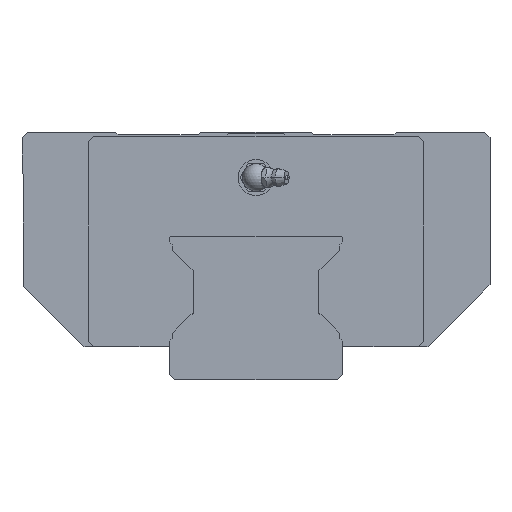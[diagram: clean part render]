
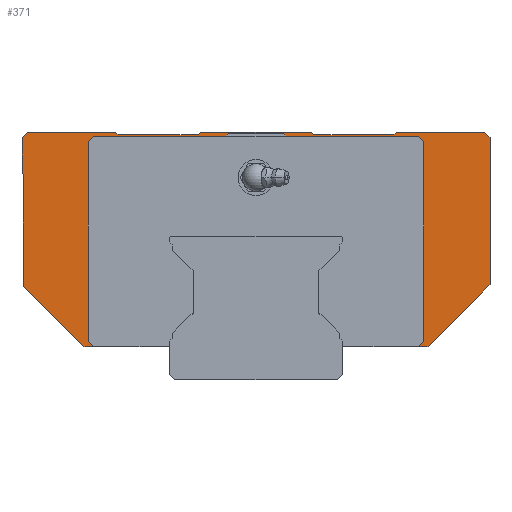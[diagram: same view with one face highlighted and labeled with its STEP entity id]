
A CAD part, front view. The second image highlights one B-rep face of the part: STEP entity #371.
In plain terms, the highlighted planar face has unit normal (0, -1, 0).
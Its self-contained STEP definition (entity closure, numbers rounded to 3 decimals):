
#371=ADVANCED_FACE('',(#865),#866,.T.);
#865=FACE_OUTER_BOUND('',#1478,.T.);
#866=PLANE('',#1479);
#1478=EDGE_LOOP('',(#3286,#3287,#3288,#3289,#3290,#3291,#3292,#3293,#3294,#3295,#3296,#3297,#3298,#3299,#3300,#3301,#3302,#3303,#3304,#3305,#3306,#3307,#3308,#3309,#3310,#3311,#3312,#3313,#3314,#3315));
#1479=AXIS2_PLACEMENT_3D('',#3316,#3317,#3318);
#3286=ORIENTED_EDGE('',*,*,#4483,.T.);
#3287=ORIENTED_EDGE('',*,*,#4463,.T.);
#3288=ORIENTED_EDGE('',*,*,#4484,.T.);
#3289=ORIENTED_EDGE('',*,*,#4266,.T.);
#3290=ORIENTED_EDGE('',*,*,#4468,.T.);
#3291=ORIENTED_EDGE('',*,*,#4485,.T.);
#3292=ORIENTED_EDGE('',*,*,#4419,.T.);
#3293=ORIENTED_EDGE('',*,*,#4262,.T.);
#3294=ORIENTED_EDGE('',*,*,#4302,.T.);
#3295=ORIENTED_EDGE('',*,*,#4414,.T.);
#3296=ORIENTED_EDGE('',*,*,#4430,.T.);
#3297=ORIENTED_EDGE('',*,*,#4486,.F.);
#3298=ORIENTED_EDGE('',*,*,#4487,.F.);
#3299=ORIENTED_EDGE('',*,*,#4439,.F.);
#3300=ORIENTED_EDGE('',*,*,#4488,.F.);
#3301=ORIENTED_EDGE('',*,*,#4489,.F.);
#3302=ORIENTED_EDGE('',*,*,#4490,.F.);
#3303=ORIENTED_EDGE('',*,*,#4320,.F.);
#3304=ORIENTED_EDGE('',*,*,#4491,.F.);
#3305=ORIENTED_EDGE('',*,*,#4492,.F.);
#3306=ORIENTED_EDGE('',*,*,#4426,.F.);
#3307=ORIENTED_EDGE('',*,*,#4493,.F.);
#3308=ORIENTED_EDGE('',*,*,#4494,.F.);
#3309=ORIENTED_EDGE('',*,*,#4456,.F.);
#3310=ORIENTED_EDGE('',*,*,#4471,.F.);
#3311=ORIENTED_EDGE('',*,*,#4339,.F.);
#3312=ORIENTED_EDGE('',*,*,#4424,.F.);
#3313=ORIENTED_EDGE('',*,*,#4495,.F.);
#3314=ORIENTED_EDGE('',*,*,#4478,.F.);
#3315=ORIENTED_EDGE('',*,*,#4496,.F.);
#3316=CARTESIAN_POINT('',(85.0,167.677,12.0));
#3317=DIRECTION('',(0.0,-1.0,0.0));
#3318=DIRECTION('',(0.0,0.0,-1.0));
#4262=EDGE_CURVE('',#5304,#5302,#5305,.T.);
#4266=EDGE_CURVE('',#5312,#5310,#5313,.T.);
#4302=EDGE_CURVE('',#5302,#5372,#5373,.T.);
#4320=EDGE_CURVE('',#5404,#5405,#5406,.T.);
#4339=EDGE_CURVE('',#5437,#5438,#5439,.T.);
#4414=EDGE_CURVE('',#5372,#5569,#5570,.T.);
#4419=EDGE_CURVE('',#5577,#5304,#5578,.T.);
#4424=EDGE_CURVE('',#5585,#5437,#5586,.T.);
#4426=EDGE_CURVE('',#5588,#5589,#5590,.T.);
#4430=EDGE_CURVE('',#5569,#5594,#5595,.T.);
#4439=EDGE_CURVE('',#5607,#5609,#5610,.T.);
#4456=EDGE_CURVE('',#5637,#5638,#5639,.T.);
#4463=EDGE_CURVE('',#5647,#5648,#5649,.T.);
#4468=EDGE_CURVE('',#5310,#5654,#5656,.T.);
#4471=EDGE_CURVE('',#5438,#5637,#5659,.T.);
#4478=EDGE_CURVE('',#5668,#5670,#5671,.T.);
#4483=EDGE_CURVE('',#5676,#5647,#5677,.T.);
#4484=EDGE_CURVE('',#5648,#5312,#5678,.T.);
#4485=EDGE_CURVE('',#5654,#5577,#5679,.T.);
#4486=EDGE_CURVE('',#5680,#5594,#5681,.T.);
#4487=EDGE_CURVE('',#5609,#5680,#5682,.T.);
#4488=EDGE_CURVE('',#5683,#5607,#5684,.T.);
#4489=EDGE_CURVE('',#5685,#5683,#5686,.T.);
#4490=EDGE_CURVE('',#5405,#5685,#5687,.T.);
#4491=EDGE_CURVE('',#5688,#5404,#5689,.T.);
#4492=EDGE_CURVE('',#5589,#5688,#5690,.T.);
#4493=EDGE_CURVE('',#5691,#5588,#5692,.T.);
#4494=EDGE_CURVE('',#5638,#5691,#5693,.T.);
#4495=EDGE_CURVE('',#5670,#5585,#5694,.T.);
#4496=EDGE_CURVE('',#5676,#5668,#5695,.T.);
#5302=VERTEX_POINT('',#6876);
#5304=VERTEX_POINT('',#6879);
#5305=LINE('',#6880,#6881);
#5310=VERTEX_POINT('',#6888);
#5312=VERTEX_POINT('',#6891);
#5313=LINE('',#6892,#6893);
#5372=VERTEX_POINT('',#6977);
#5373=LINE('',#6978,#6979);
#5404=VERTEX_POINT('',#7024);
#5405=VERTEX_POINT('',#7025);
#5406=LINE('',#7026,#7027);
#5437=VERTEX_POINT('',#7074);
#5438=VERTEX_POINT('',#7075);
#5439=LINE('',#7076,#7077);
#5569=VERTEX_POINT('',#7272);
#5570=LINE('',#7273,#7274);
#5577=VERTEX_POINT('',#7283);
#5578=LINE('',#7284,#7285);
#5585=VERTEX_POINT('',#7296);
#5586=LINE('',#7297,#7298);
#5588=VERTEX_POINT('',#7301);
#5589=VERTEX_POINT('',#7302);
#5590=LINE('',#7303,#7304);
#5594=VERTEX_POINT('',#7310);
#5595=LINE('',#7311,#7312);
#5607=VERTEX_POINT('',#7330);
#5609=VERTEX_POINT('',#7333);
#5610=LINE('',#7334,#7335);
#5637=VERTEX_POINT('',#7373);
#5638=VERTEX_POINT('',#7374);
#5639=LINE('',#7375,#7376);
#5647=VERTEX_POINT('',#7388);
#5648=VERTEX_POINT('',#7389);
#5649=LINE('',#7390,#7391);
#5654=VERTEX_POINT('',#7399);
#5656=LINE('',#7402,#7403);
#5659=LINE('',#7408,#7409);
#5668=VERTEX_POINT('',#7422);
#5670=VERTEX_POINT('',#7425);
#5671=LINE('',#7426,#7427);
#5676=VERTEX_POINT('',#7435);
#5677=LINE('',#7436,#7437);
#5678=LINE('',#7438,#7439);
#5679=LINE('',#7440,#7441);
#5680=VERTEX_POINT('',#7442);
#5681=LINE('',#7443,#7444);
#5682=LINE('',#7445,#7446);
#5683=VERTEX_POINT('',#7447);
#5684=LINE('',#7448,#7449);
#5685=VERTEX_POINT('',#7450);
#5686=LINE('',#7451,#7452);
#5687=LINE('',#7453,#7454);
#5688=VERTEX_POINT('',#7455);
#5689=LINE('',#7456,#7457);
#5690=LINE('',#7458,#7459);
#5691=VERTEX_POINT('',#7460);
#5692=LINE('',#7461,#7462);
#5693=LINE('',#7463,#7464);
#5694=LINE('',#7465,#7466);
#5695=LINE('',#7467,#7468);
#6876=CARTESIAN_POINT('',(59.0,167.677,88.5));
#6879=CARTESIAN_POINT('',(11.0,167.677,88.5));
#6880=CARTESIAN_POINT('',(11.0,167.677,88.5));
#6881=VECTOR('',#8398,1000.0);
#6888=CARTESIAN_POINT('',(-11.0,167.677,88.5));
#6891=CARTESIAN_POINT('',(-59.0,167.677,88.5));
#6892=CARTESIAN_POINT('',(-59.0,167.677,88.5));
#6893=VECTOR('',#8402,1000.0);
#6977=CARTESIAN_POINT('',(61.0,167.677,86.5));
#6978=CARTESIAN_POINT('',(59.0,167.677,88.5));
#6979=VECTOR('',#8458,1000.0);
#7024=CARTESIAN_POINT('',(21.0,167.677,89.0));
#7025=CARTESIAN_POINT('',(50.0,167.677,89.0));
#7026=CARTESIAN_POINT('',(21.0,167.677,89.0));
#7027=VECTOR('',#8482,1000.0);
#7074=CARTESIAN_POINT('',(-85.0,167.677,75.0));
#7075=CARTESIAN_POINT('',(-85.0,167.677,88.0));
#7076=CARTESIAN_POINT('',(-85.0,167.677,75.0));
#7077=VECTOR('',#8505,1000.0);
#7272=CARTESIAN_POINT('',(61.0,167.677,14.0));
#7273=CARTESIAN_POINT('',(61.0,167.677,86.5));
#7274=VECTOR('',#8598,1000.0);
#7283=CARTESIAN_POINT('',(10.0,167.677,89.5));
#7284=CARTESIAN_POINT('',(10.0,167.677,89.5));
#7285=VECTOR('',#8607,1000.0);
#7296=CARTESIAN_POINT('',(-84.5,167.677,74.5));
#7297=CARTESIAN_POINT('',(-84.5,167.677,74.5));
#7298=VECTOR('',#8612,1000.0);
#7301=CARTESIAN_POINT('',(-21.0,167.677,89.0));
#7302=CARTESIAN_POINT('',(-20.0,167.677,90.0));
#7303=CARTESIAN_POINT('',(-21.0,167.677,89.0));
#7304=VECTOR('',#8614,1000.0);
#7310=CARTESIAN_POINT('',(59.0,167.677,12.0));
#7311=CARTESIAN_POINT('',(61.0,167.677,14.0));
#7312=VECTOR('',#8620,1000.0);
#7330=CARTESIAN_POINT('',(85.0,167.677,88.0));
#7333=CARTESIAN_POINT('',(85.0,167.677,34.5));
#7334=CARTESIAN_POINT('',(85.0,167.677,88.0));
#7335=VECTOR('',#8631,1000.0);
#7373=CARTESIAN_POINT('',(-83.0,167.677,90.0));
#7374=CARTESIAN_POINT('',(-51.0,167.677,90.0));
#7375=CARTESIAN_POINT('',(-83.0,167.677,90.0));
#7376=VECTOR('',#8658,1000.0);
#7388=CARTESIAN_POINT('',(-61.0,167.677,14.0));
#7389=CARTESIAN_POINT('',(-61.0,167.677,86.5));
#7390=CARTESIAN_POINT('',(-61.0,167.677,14.0));
#7391=VECTOR('',#8669,1000.0);
#7399=CARTESIAN_POINT('',(-10.0,167.677,89.5));
#7402=CARTESIAN_POINT('',(-11.0,167.677,88.5));
#7403=VECTOR('',#8674,1000.0);
#7408=CARTESIAN_POINT('',(-85.0,167.677,88.0));
#7409=VECTOR('',#8677,1000.0);
#7422=CARTESIAN_POINT('',(-62.5,167.677,12.0));
#7425=CARTESIAN_POINT('',(-84.5,167.677,34.0));
#7426=CARTESIAN_POINT('',(-62.5,167.677,12.0));
#7427=VECTOR('',#8686,1000.0);
#7435=CARTESIAN_POINT('',(-59.0,167.677,12.0));
#7436=CARTESIAN_POINT('',(-59.0,167.677,12.0));
#7437=VECTOR('',#8693,1000.0);
#7438=CARTESIAN_POINT('',(-61.0,167.677,86.5));
#7439=VECTOR('',#8694,1000.0);
#7440=CARTESIAN_POINT('',(-10.0,167.677,89.5));
#7441=VECTOR('',#8695,1000.0);
#7442=CARTESIAN_POINT('',(62.5,167.677,12.0));
#7443=CARTESIAN_POINT('',(62.5,167.677,12.0));
#7444=VECTOR('',#8696,1000.0);
#7445=CARTESIAN_POINT('',(85.0,167.677,34.5));
#7446=VECTOR('',#8697,1000.0);
#7447=CARTESIAN_POINT('',(83.0,167.677,90.0));
#7448=CARTESIAN_POINT('',(83.0,167.677,90.0));
#7449=VECTOR('',#8698,1000.0);
#7450=CARTESIAN_POINT('',(51.0,167.677,90.0));
#7451=CARTESIAN_POINT('',(51.0,167.677,90.0));
#7452=VECTOR('',#8699,1000.0);
#7453=CARTESIAN_POINT('',(50.0,167.677,89.0));
#7454=VECTOR('',#8700,1000.0);
#7455=CARTESIAN_POINT('',(20.0,167.677,90.0));
#7456=CARTESIAN_POINT('',(20.0,167.677,90.0));
#7457=VECTOR('',#8701,1000.0);
#7458=CARTESIAN_POINT('',(-20.0,167.677,90.0));
#7459=VECTOR('',#8702,1000.0);
#7460=CARTESIAN_POINT('',(-50.0,167.677,89.0));
#7461=CARTESIAN_POINT('',(-50.0,167.677,89.0));
#7462=VECTOR('',#8703,1000.0);
#7463=CARTESIAN_POINT('',(-51.0,167.677,90.0));
#7464=VECTOR('',#8704,1000.0);
#7465=CARTESIAN_POINT('',(-84.5,167.677,34.0));
#7466=VECTOR('',#8705,1000.0);
#7467=CARTESIAN_POINT('',(62.5,167.677,12.0));
#7468=VECTOR('',#8706,1000.0);
#8398=DIRECTION('',(1.0,0.0,0.0));
#8402=DIRECTION('',(1.0,0.0,0.0));
#8458=DIRECTION('',(0.707,0.0,-0.707));
#8482=DIRECTION('',(1.0,0.0,0.0));
#8505=DIRECTION('',(0.0,0.0,1.0));
#8598=DIRECTION('',(0.0,0.0,-1.0));
#8607=DIRECTION('',(0.707,0.0,-0.707));
#8612=DIRECTION('',(-0.707,0.0,0.707));
#8614=DIRECTION('',(0.707,0.0,0.707));
#8620=DIRECTION('',(-0.707,0.0,-0.707));
#8631=DIRECTION('',(0.0,0.0,-1.0));
#8658=DIRECTION('',(1.0,0.0,0.0));
#8669=DIRECTION('',(0.0,0.0,1.0));
#8674=DIRECTION('',(0.707,0.0,0.707));
#8677=DIRECTION('',(0.707,0.0,0.707));
#8686=DIRECTION('',(-0.707,0.0,0.707));
#8693=DIRECTION('',(-0.707,0.0,0.707));
#8694=DIRECTION('',(0.707,0.0,0.707));
#8695=DIRECTION('',(1.0,0.0,0.0));
#8696=DIRECTION('',(-1.0,0.0,0.0));
#8697=DIRECTION('',(-0.707,0.0,-0.707));
#8698=DIRECTION('',(0.707,0.0,-0.707));
#8699=DIRECTION('',(1.0,0.0,0.0));
#8700=DIRECTION('',(0.707,0.0,0.707));
#8701=DIRECTION('',(0.707,0.0,-0.707));
#8702=DIRECTION('',(1.0,0.0,0.0));
#8703=DIRECTION('',(1.0,0.0,0.0));
#8704=DIRECTION('',(0.707,0.0,-0.707));
#8705=DIRECTION('',(0.0,0.0,1.0));
#8706=DIRECTION('',(-1.0,0.0,0.0));
